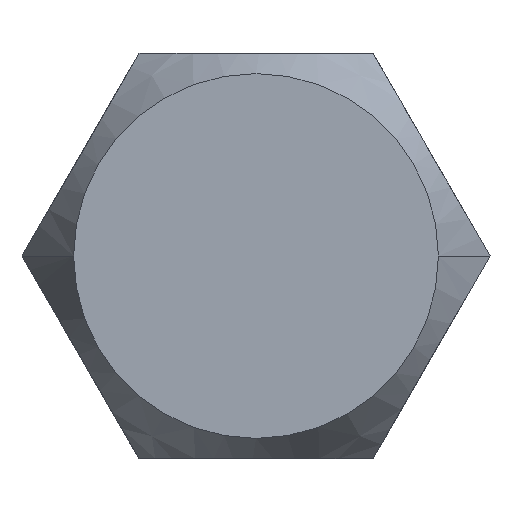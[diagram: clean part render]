
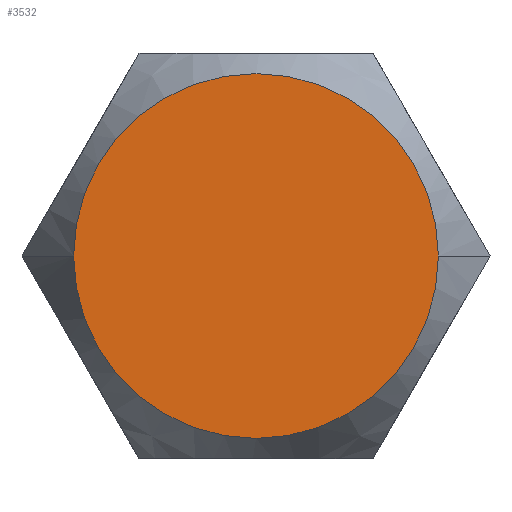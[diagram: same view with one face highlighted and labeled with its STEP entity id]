
A CAD part, front view. The second image highlights one B-rep face of the part: STEP entity #3532.
In plain terms, the highlighted planar face has unit normal (0, -1, 0).
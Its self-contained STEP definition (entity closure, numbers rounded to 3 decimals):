
#91 = PLANE ( 'NONE',  #2170 ) ;
#93 = ORIENTED_EDGE ( 'NONE', *, *, #3783, .T. ) ;
#242 = VERTEX_POINT ( 'NONE', #3354 ) ;
#405 = CARTESIAN_POINT ( 'NONE',  ( 2.858, 0., 0. ) ) ;
#624 = AXIS2_PLACEMENT_3D ( 'NONE', #1377, #1119, #820 ) ;
#791 = VERTEX_POINT ( 'NONE', #405 ) ;
#820 = DIRECTION ( 'NONE',  ( -1., 0., 0. ) ) ;
#1119 = DIRECTION ( 'NONE',  ( 0., -1., 0. ) ) ;
#1313 = DIRECTION ( 'NONE',  ( -1., 0., 0. ) ) ;
#1360 = AXIS2_PLACEMENT_3D ( 'NONE', #2316, #2001, #1753 ) ;
#1377 = CARTESIAN_POINT ( 'NONE',  ( 0., 0., 0. ) ) ;
#1402 = FACE_OUTER_BOUND ( 'NONE', #1441, .T. ) ;
#1441 = EDGE_LOOP ( 'NONE', ( #3121, #93 ) ) ;
#1753 = DIRECTION ( 'NONE',  ( -1., 0., 0. ) ) ;
#1865 = EDGE_CURVE ( 'Defeature ausgef�hrt1_26+Defeature ausgef�hrt1_25+Defeature ausgef�hrt1_25+Defeature ausgef�hrt1_25', #791, #242, #3246, .T. ) ;
#2001 = DIRECTION ( 'NONE',  ( 0., -1., 0. ) ) ;
#2170 = AXIS2_PLACEMENT_3D ( 'NONE', #3597, #3585, #1313 ) ;
#2316 = CARTESIAN_POINT ( 'NONE',  ( 0., 0., 0. ) ) ;
#3121 = ORIENTED_EDGE ( 'NONE', *, *, #1865, .T. ) ;
#3246 = CIRCLE ( 'NONE', #1360, 2.858 ) ;
#3354 = CARTESIAN_POINT ( 'NONE',  ( -2.858, 0., 0. ) ) ;
#3435 = CIRCLE ( 'NONE', #624, 2.858 ) ;
#3532 = ADVANCED_FACE ( 'Defeature ausgef�hrt1_26', ( #1402 ), #91, .T. ) ;
#3585 = DIRECTION ( 'NONE',  ( 0., -1., 0. ) ) ;
#3597 = CARTESIAN_POINT ( 'NONE',  ( 0., 0., 6.35 ) ) ;
#3783 = EDGE_CURVE ( 'Defeature ausgef�hrt1_26+Defeature ausgef�hrt1_25+Defeature ausgef�hrt1_25+Defeature ausgef�hrt1_25', #242, #791, #3435, .T. ) ;
